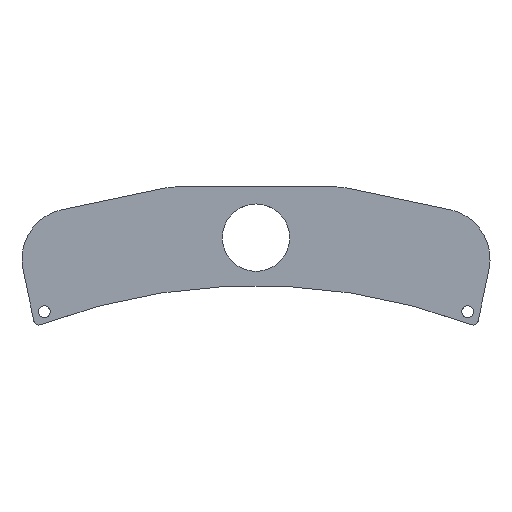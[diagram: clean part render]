
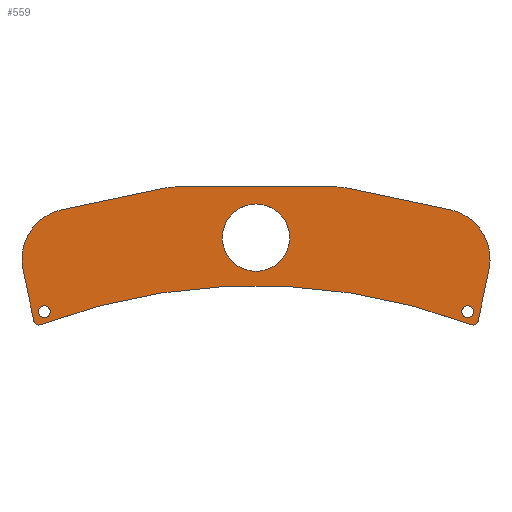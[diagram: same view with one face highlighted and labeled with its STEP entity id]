
A CAD part, top view. The second image highlights one B-rep face of the part: STEP entity #559.
In plain terms, the highlighted planar face has unit normal (0, 0, 1).
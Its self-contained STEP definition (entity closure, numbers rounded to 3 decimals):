
#52 = VERTEX_POINT('',#53);
#53 = CARTESIAN_POINT('',(18.505,17.143,0.411));
#59 = EDGE_CURVE('',#52,#60,#62,.T.);
#60 = VERTEX_POINT('',#61);
#61 = CARTESIAN_POINT('',(19.701,16.485,0.411));
#62 = CIRCLE('',#63,0.899);
#63 = AXIS2_PLACEMENT_3D('',#64,#65,#66);
#64 = CARTESIAN_POINT('',(19.385,17.327,0.411));
#65 = DIRECTION('',(0.,0.,1.));
#66 = DIRECTION('',(-0.979,-0.205,0.));
#92 = EDGE_CURVE('',#60,#93,#95,.T.);
#93 = VERTEX_POINT('',#94);
#94 = CARTESIAN_POINT('',(99.687,16.485,0.411));
#95 = CIRCLE('',#96,114.093);
#96 = AXIS2_PLACEMENT_3D('',#97,#98,#99);
#97 = CARTESIAN_POINT('',(59.694,-90.369,0.411));
#98 = DIRECTION('',(0.,0.,-1.));
#99 = DIRECTION('',(-0.351,0.937,0.));
#125 = EDGE_CURVE('',#93,#126,#128,.T.);
#126 = VERTEX_POINT('',#127);
#127 = CARTESIAN_POINT('',(100.883,17.143,0.411));
#128 = CIRCLE('',#129,0.9);
#129 = AXIS2_PLACEMENT_3D('',#130,#131,#132);
#130 = CARTESIAN_POINT('',(100.002,17.328,0.411));
#131 = DIRECTION('',(0.,0.,1.));
#132 = DIRECTION('',(-0.35,-0.937,0.));
#158 = EDGE_CURVE('',#126,#159,#161,.T.);
#159 = VERTEX_POINT('',#160);
#160 = CARTESIAN_POINT('',(102.892,26.687,0.411));
#161 = LINE('',#162,#163);
#162 = CARTESIAN_POINT('',(100.883,17.143,0.411));
#163 = VECTOR('',#164,1.);
#164 = DIRECTION('',(0.206,0.979,0.));
#189 = EDGE_CURVE('',#159,#190,#192,.T.);
#190 = VERTEX_POINT('',#191);
#191 = CARTESIAN_POINT('',(95.63,37.822,0.411));
#192 = CIRCLE('',#193,9.4);
#193 = AXIS2_PLACEMENT_3D('',#194,#195,#196);
#194 = CARTESIAN_POINT('',(93.694,28.624,0.411));
#195 = DIRECTION('',(0.,0.,1.));
#196 = DIRECTION('',(0.979,-0.206,0.));
#222 = EDGE_CURVE('',#190,#223,#225,.T.);
#223 = VERTEX_POINT('',#224);
#224 = CARTESIAN_POINT('',(76.63,41.822,0.411));
#225 = LINE('',#226,#227);
#226 = CARTESIAN_POINT('',(95.63,37.822,0.411));
#227 = VECTOR('',#228,1.);
#228 = DIRECTION('',(-0.979,0.206,0.));
#253 = EDGE_CURVE('',#223,#254,#256,.T.);
#254 = VERTEX_POINT('',#255);
#255 = CARTESIAN_POINT('',(74.694,42.024,0.411));
#256 = CIRCLE('',#257,9.45);
#257 = AXIS2_PLACEMENT_3D('',#258,#259,#260);
#258 = CARTESIAN_POINT('',(74.687,32.574,0.411));
#259 = DIRECTION('',(0.,0.,1.));
#260 = DIRECTION('',(0.206,0.979,0.));
#286 = EDGE_CURVE('',#254,#287,#289,.T.);
#287 = VERTEX_POINT('',#288);
#288 = CARTESIAN_POINT('',(44.694,42.024,0.411));
#289 = LINE('',#290,#291);
#290 = CARTESIAN_POINT('',(74.694,42.024,0.411));
#291 = VECTOR('',#292,1.);
#292 = DIRECTION('',(-1.,0.,0.));
#317 = EDGE_CURVE('',#287,#318,#320,.T.);
#318 = VERTEX_POINT('',#319);
#319 = CARTESIAN_POINT('',(42.757,41.822,0.411));
#320 = CIRCLE('',#321,9.45);
#321 = AXIS2_PLACEMENT_3D('',#322,#323,#324);
#322 = CARTESIAN_POINT('',(44.7,32.574,0.411));
#323 = DIRECTION('',(0.,0.,1.));
#324 = DIRECTION('',(-0.001,1.,0.));
#350 = EDGE_CURVE('',#318,#351,#353,.T.);
#351 = VERTEX_POINT('',#352);
#352 = CARTESIAN_POINT('',(23.757,37.822,0.411));
#353 = LINE('',#354,#355);
#354 = CARTESIAN_POINT('',(42.757,41.822,0.411));
#355 = VECTOR('',#356,1.);
#356 = DIRECTION('',(-0.979,-0.206,0.));
#381 = EDGE_CURVE('',#351,#382,#384,.T.);
#382 = VERTEX_POINT('',#383);
#383 = CARTESIAN_POINT('',(16.495,26.687,0.411));
#384 = CIRCLE('',#385,9.4);
#385 = AXIS2_PLACEMENT_3D('',#386,#387,#388);
#386 = CARTESIAN_POINT('',(25.693,28.624,0.411));
#387 = DIRECTION('',(0.,0.,1.));
#388 = DIRECTION('',(-0.206,0.979,0.));
#414 = EDGE_CURVE('',#382,#52,#415,.T.);
#415 = LINE('',#416,#417);
#416 = CARTESIAN_POINT('',(16.495,26.687,0.411));
#417 = VECTOR('',#418,1.);
#418 = DIRECTION('',(0.206,-0.979,0.));
#438 = VERTEX_POINT('',#439);
#439 = CARTESIAN_POINT('',(21.544,18.874,0.411));
#445 = EDGE_CURVE('',#438,#438,#446,.T.);
#446 = CIRCLE('',#447,1.1);
#447 = AXIS2_PLACEMENT_3D('',#448,#449,#450);
#448 = CARTESIAN_POINT('',(20.444,18.874,0.411));
#449 = DIRECTION('',(0.,0.,1.));
#450 = DIRECTION('',(1.,0.,0.));
#471 = VERTEX_POINT('',#472);
#472 = CARTESIAN_POINT('',(100.044,18.874,0.411));
#478 = EDGE_CURVE('',#471,#471,#479,.T.);
#479 = CIRCLE('',#480,1.1);
#480 = AXIS2_PLACEMENT_3D('',#481,#482,#483);
#481 = CARTESIAN_POINT('',(98.944,18.874,0.411));
#482 = DIRECTION('',(0.,0.,1.));
#483 = DIRECTION('',(1.,0.,0.));
#504 = VERTEX_POINT('',#505);
#505 = CARTESIAN_POINT('',(65.944,32.624,0.411));
#511 = EDGE_CURVE('',#504,#504,#512,.T.);
#512 = CIRCLE('',#513,6.25);
#513 = AXIS2_PLACEMENT_3D('',#514,#515,#516);
#514 = CARTESIAN_POINT('',(59.694,32.624,0.411));
#515 = DIRECTION('',(0.,0.,1.));
#516 = DIRECTION('',(1.,0.,0.));
#559 = ADVANCED_FACE('',(#560,#574,#577,#580),#583,.F.);
#560 = FACE_BOUND('',#561,.T.);
#561 = EDGE_LOOP('',(#562,#563,#564,#565,#566,#567,#568,#569,#570,#571,
    #572,#573));
#562 = ORIENTED_EDGE('',*,*,#59,.T.);
#563 = ORIENTED_EDGE('',*,*,#92,.T.);
#564 = ORIENTED_EDGE('',*,*,#125,.T.);
#565 = ORIENTED_EDGE('',*,*,#158,.T.);
#566 = ORIENTED_EDGE('',*,*,#189,.T.);
#567 = ORIENTED_EDGE('',*,*,#222,.T.);
#568 = ORIENTED_EDGE('',*,*,#253,.T.);
#569 = ORIENTED_EDGE('',*,*,#286,.T.);
#570 = ORIENTED_EDGE('',*,*,#317,.T.);
#571 = ORIENTED_EDGE('',*,*,#350,.T.);
#572 = ORIENTED_EDGE('',*,*,#381,.T.);
#573 = ORIENTED_EDGE('',*,*,#414,.T.);
#574 = FACE_BOUND('',#575,.F.);
#575 = EDGE_LOOP('',(#576));
#576 = ORIENTED_EDGE('',*,*,#445,.T.);
#577 = FACE_BOUND('',#578,.F.);
#578 = EDGE_LOOP('',(#579));
#579 = ORIENTED_EDGE('',*,*,#478,.T.);
#580 = FACE_BOUND('',#581,.F.);
#581 = EDGE_LOOP('',(#582));
#582 = ORIENTED_EDGE('',*,*,#511,.T.);
#583 = PLANE('',#584);
#584 = AXIS2_PLACEMENT_3D('',#585,#586,#587);
#585 = CARTESIAN_POINT('',(18.505,17.143,0.411));
#586 = DIRECTION('',(0.,0.,-1.));
#587 = DIRECTION('',(-1.,0.,0.));
